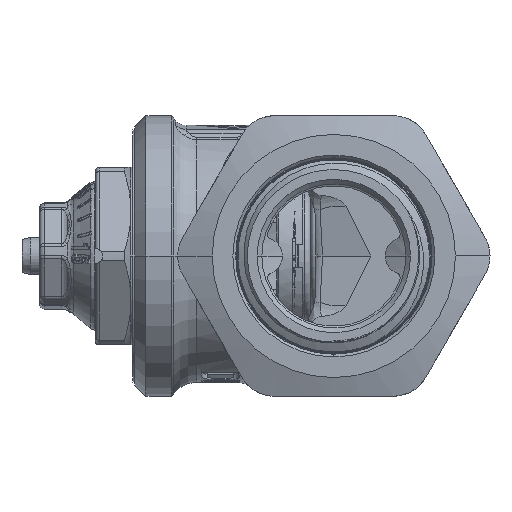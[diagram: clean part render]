
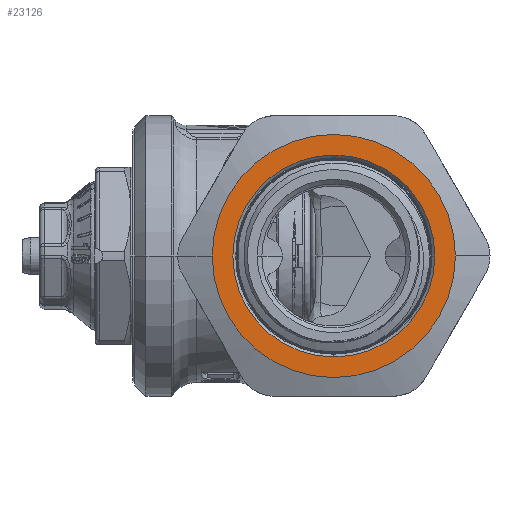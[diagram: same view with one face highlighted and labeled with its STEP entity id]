
A CAD part, left-side view. The second image highlights one B-rep face of the part: STEP entity #23126.
In plain terms, the highlighted planar face has unit normal (-1, 0, 0).
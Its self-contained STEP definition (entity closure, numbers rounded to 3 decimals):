
#3138=CARTESIAN_POINT('',(-35.7,0.,0.));
#3139=DIRECTION('',(-1.,0.,0.));
#3140=DIRECTION('',(0.,0.,-1.));
#3141=AXIS2_PLACEMENT_3D('',#3138,#3139,#3140);
#3156=CARTESIAN_POINT('',(-35.7,0.,0.));
#3157=DIRECTION('',(-1.,0.,0.));
#3158=DIRECTION('',(0.,1.,0.));
#3159=AXIS2_PLACEMENT_3D('',#3156,#3157,#3158);
#3161=CARTESIAN_POINT('',(-35.7,0.,0.));
#3162=DIRECTION('',(-1.,0.,0.));
#3163=DIRECTION('',(0.,-1.,0.));
#3164=AXIS2_PLACEMENT_3D('',#3161,#3162,#3163);
#17890=CARTESIAN_POINT('',(-35.7,0.,0.));
#17891=DIRECTION('',(-1.,0.,0.));
#17892=DIRECTION('',(0.,0.,1.));
#17893=AXIS2_PLACEMENT_3D('',#17890,#17891,#17892);
#19458=CARTESIAN_POINT('',(-35.7,0.,10.8));
#19459=CARTESIAN_POINT('',(-35.7,0.,-10.8));
#19460=VERTEX_POINT('',#19458);
#19461=VERTEX_POINT('',#19459);
#19466=CARTESIAN_POINT('',(-35.7,13.,0.));
#19467=CARTESIAN_POINT('',(-35.7,-13.,0.));
#19468=VERTEX_POINT('',#19466);
#19469=VERTEX_POINT('',#19467);
#23110=CARTESIAN_POINT('',(-35.7,0.,0.));
#23111=DIRECTION('',(1.,0.,0.));
#23112=DIRECTION('',(0.,-1.,0.));
#23113=AXIS2_PLACEMENT_3D('',#23110,#23111,#23112);
#23114=PLANE('',#23113);
#23116=ORIENTED_EDGE('',*,*,#23115,.F.);
#23118=ORIENTED_EDGE('',*,*,#23117,.F.);
#23119=EDGE_LOOP('',(#23116,#23118));
#23120=FACE_OUTER_BOUND('',#23119,.F.);
#23122=ORIENTED_EDGE('',*,*,#23121,.T.);
#23123=ORIENTED_EDGE('',*,*,#23100,.T.);
#23124=EDGE_LOOP('',(#23122,#23123));
#23125=FACE_BOUND('',#23124,.F.);
#23126=ADVANCED_FACE('',(#23120,#23125),#23114,.F.);
#3142=CIRCLE('',#3141,10.8);
#3160=CIRCLE('',#3159,13.);
#3165=CIRCLE('',#3164,13.);
#17894=CIRCLE('',#17893,10.8);
#23100=EDGE_CURVE('',#19461,#19460,#3142,.T.);
#23115=EDGE_CURVE('',#19468,#19469,#3160,.T.);
#23117=EDGE_CURVE('',#19469,#19468,#3165,.T.);
#23121=EDGE_CURVE('',#19460,#19461,#17894,.T.);
